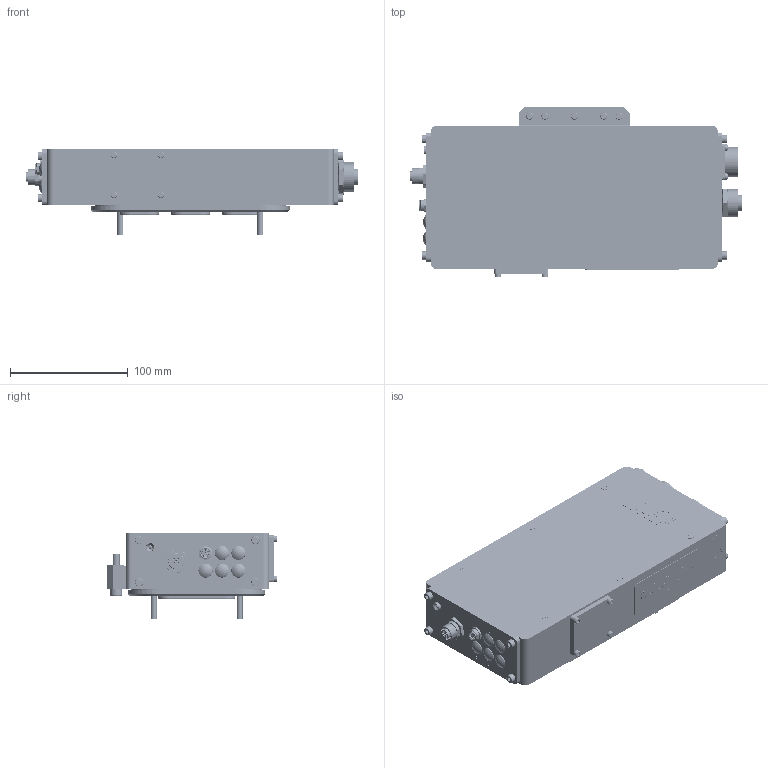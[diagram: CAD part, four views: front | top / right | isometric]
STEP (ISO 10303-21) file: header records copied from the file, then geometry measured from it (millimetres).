
FILE_DESCRIPTION (( 'STEP AP203' ), '1' );
FILE_NAME ('P7501-026.STEP', '2021-01-26T11:45:36', ( '' ), ( '' ), 'SwSTEP 2.0', 'SolidWorks 2019', '' );
FILE_SCHEMA (( 'CONFIG_CONTROL_DESIGN' ));
Products named in the file (1): P7501-026
Bounding box: 282.4 x 145 x 73.8 mm (x, y, z)
Volume: 1571185.7 mm3; surface area: 360955.8 mm2
Topology: 155 solids, 157 shells, 6068 faces, 15092 edges, 9728 vertices
Faces by surface type: plane 2660, cylinder 1783, bspline 1037, cone 484, torus 92, sphere 12
Entity records: 225959 total; most frequent: CARTESIAN_POINT 86833, ORIENTED_EDGE 29992, DIRECTION 26040, EDGE_CURVE 14996, VERTEX_POINT 9728, AXIS2_PLACEMENT_3D 9003, VECTOR 8034, LINE 8034
